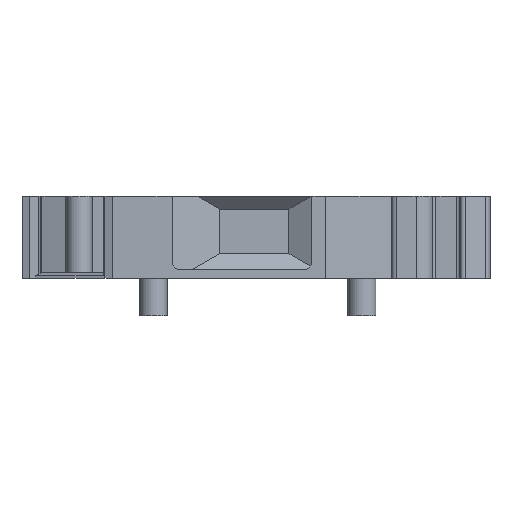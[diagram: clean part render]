
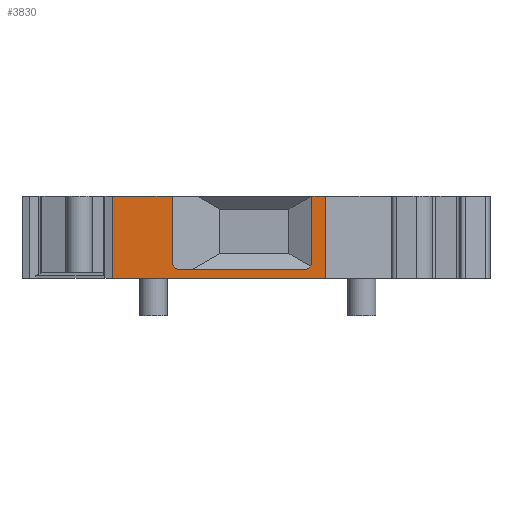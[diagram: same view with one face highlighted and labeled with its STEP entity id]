
A CAD part, left-side view. The second image highlights one B-rep face of the part: STEP entity #3830.
In plain terms, the highlighted planar face has unit normal (-1, 0, 0).
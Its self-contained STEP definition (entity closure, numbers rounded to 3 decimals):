
#51=DIRECTION('',(0.,1.,0.));
#52=VECTOR('',#51,13.);
#53=CARTESIAN_POINT('',(-13.,-18.5,-5.));
#54=LINE('',#53,#52);
#491=DIRECTION('',(0.,1.,0.));
#492=VECTOR('',#491,0.85);
#493=CARTESIAN_POINT('',(-13.,-18.5,0.));
#494=LINE('',#493,#492);
#507=DIRECTION('',(0.,1.,0.));
#508=VECTOR('',#507,3.65);
#509=CARTESIAN_POINT('',(-13.,-9.15,0.));
#510=LINE('',#509,#508);
#1005=DIRECTION('',(0.,1.,0.));
#1006=VECTOR('',#1005,7.5);
#1007=CARTESIAN_POINT('',(-13.,-17.15,-4.5));
#1008=LINE('',#1007,#1006);
#1009=DIRECTION('',(0.,0.,-1.));
#1010=VECTOR('',#1009,4.);
#1011=CARTESIAN_POINT('',(-13.,-17.65,0.));
#1012=LINE('',#1011,#1010);
#1013=DIRECTION('',(0.,0.,1.));
#1014=VECTOR('',#1013,5.);
#1015=CARTESIAN_POINT('',(-13.,-18.5,-5.));
#1016=LINE('',#1015,#1014);
#1017=DIRECTION('',(0.,0.,-1.));
#1018=VECTOR('',#1017,5.);
#1019=CARTESIAN_POINT('',(-13.,-5.5,0.));
#1020=LINE('',#1019,#1018);
#1021=DIRECTION('',(0.,0.,-1.));
#1022=VECTOR('',#1021,4.);
#1023=CARTESIAN_POINT('',(-13.,-9.15,0.));
#1024=LINE('',#1023,#1022);
#1041=CARTESIAN_POINT('',(-13.,-9.65,-4.));
#1042=DIRECTION('',(1.,0.,0.));
#1043=DIRECTION('',(0.,0.,-1.));
#1044=AXIS2_PLACEMENT_3D('',#1041,#1042,#1043);
#1123=CARTESIAN_POINT('',(-13.,-17.15,-4.));
#1124=DIRECTION('',(1.,0.,0.));
#1125=DIRECTION('',(0.,-1.,0.));
#1126=AXIS2_PLACEMENT_3D('',#1123,#1124,#1125);
#2152=CARTESIAN_POINT('',(-13.,-5.5,0.));
#2153=CARTESIAN_POINT('',(-13.,-5.5,-5.));
#2154=VERTEX_POINT('',#2152);
#2155=VERTEX_POINT('',#2153);
#2156=CARTESIAN_POINT('',(-13.,-18.5,-5.));
#2157=CARTESIAN_POINT('',(-13.,-18.5,0.));
#2158=VERTEX_POINT('',#2156);
#2159=VERTEX_POINT('',#2157);
#2634=CARTESIAN_POINT('',(-13.,-17.65,0.));
#2635=VERTEX_POINT('',#2634);
#2636=CARTESIAN_POINT('',(-13.,-9.15,0.));
#2637=VERTEX_POINT('',#2636);
#2663=CARTESIAN_POINT('',(-13.,-9.15,-4.));
#2665=VERTEX_POINT('',#2663);
#2667=CARTESIAN_POINT('',(-13.,-9.65,-4.5));
#2668=VERTEX_POINT('',#2667);
#2670=CARTESIAN_POINT('',(-13.,-17.15,-4.5));
#2672=VERTEX_POINT('',#2670);
#2675=CARTESIAN_POINT('',(-13.,-17.65,-4.));
#2677=VERTEX_POINT('',#2675);
#3807=CARTESIAN_POINT('',(-13.,-5.5,0.));
#3808=DIRECTION('',(-1.,0.,0.));
#3809=DIRECTION('',(0.,-1.,0.));
#3810=AXIS2_PLACEMENT_3D('',#3807,#3808,#3809);
#3811=PLANE('',#3810);
#3813=ORIENTED_EDGE('',*,*,#3812,.F.);
#3815=ORIENTED_EDGE('',*,*,#3814,.F.);
#3817=ORIENTED_EDGE('',*,*,#3816,.F.);
#3818=ORIENTED_EDGE('',*,*,#3145,.F.);
#3819=ORIENTED_EDGE('',*,*,#3801,.F.);
#3820=ORIENTED_EDGE('',*,*,#2828,.T.);
#3822=ORIENTED_EDGE('',*,*,#3821,.F.);
#3823=ORIENTED_EDGE('',*,*,#3157,.F.);
#3825=ORIENTED_EDGE('',*,*,#3824,.T.);
#3827=ORIENTED_EDGE('',*,*,#3826,.F.);
#3828=EDGE_LOOP('',(#3813,#3815,#3817,#3818,#3819,#3820,#3822,#3823,#3825,
#3827));
#3829=FACE_OUTER_BOUND('',#3828,.F.);
#3830=ADVANCED_FACE('',(#3829),#3811,.T.);
#1045=CIRCLE('',#1044,0.5);
#1127=CIRCLE('',#1126,0.5);
#2828=EDGE_CURVE('',#2158,#2155,#54,.T.);
#3145=EDGE_CURVE('',#2159,#2635,#494,.T.);
#3157=EDGE_CURVE('',#2637,#2154,#510,.T.);
#3801=EDGE_CURVE('',#2158,#2159,#1016,.T.);
#3812=EDGE_CURVE('',#2672,#2668,#1008,.T.);
#3814=EDGE_CURVE('',#2677,#2672,#1127,.T.);
#3816=EDGE_CURVE('',#2635,#2677,#1012,.T.);
#3821=EDGE_CURVE('',#2154,#2155,#1020,.T.);
#3824=EDGE_CURVE('',#2637,#2665,#1024,.T.);
#3826=EDGE_CURVE('',#2668,#2665,#1045,.T.);
